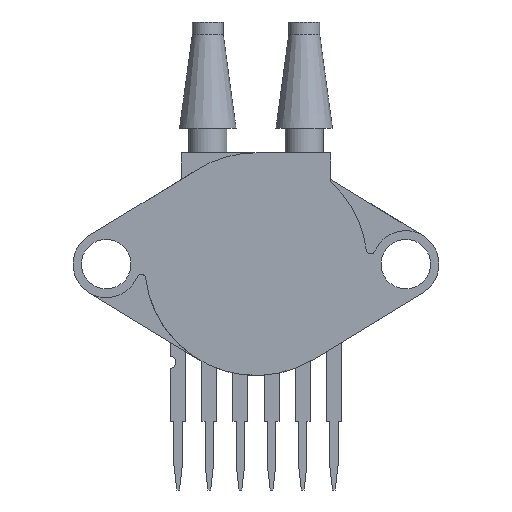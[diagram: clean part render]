
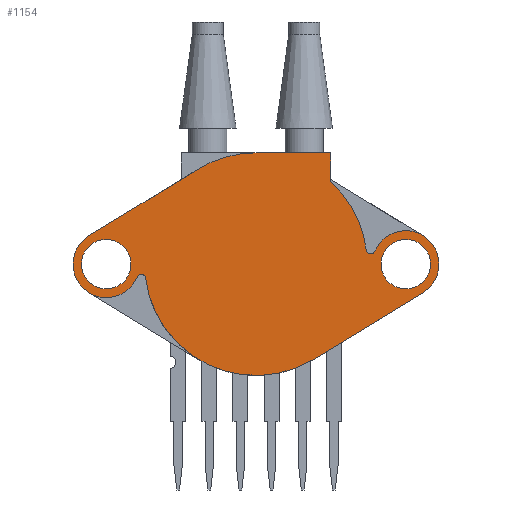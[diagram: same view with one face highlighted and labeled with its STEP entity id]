
A CAD part, left-side view. The second image highlights one B-rep face of the part: STEP entity #1154.
In plain terms, the highlighted planar face has unit normal (-1, 0, 0).
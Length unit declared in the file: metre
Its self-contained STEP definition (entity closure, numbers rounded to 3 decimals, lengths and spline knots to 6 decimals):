
#548 = EDGE_CURVE( '', #1553, #1554, #1555, .T. );
#598 = EDGE_CURVE( '', #1576, #1642, #1643, .T. );
#680 = EDGE_CURVE( '', #1784, #1785, #1786, .T. );
#688 = EDGE_CURVE( '', #1785, #1553, #1797, .T. );
#814 = EDGE_CURVE( '', #1995, #1995, #1996, .T. );
#854 = EDGE_CURVE( '', #1554, #2057, #2058, .T. );
#902 = EDGE_CURVE( '', #1821, #1576, #2126, .T. );
#922 = EDGE_CURVE( '', #1760, #2154, #2155, .T. );
#976 = EDGE_CURVE( '', #2228, #2228, #2229, .T. );
#1002 = EDGE_CURVE( '', #2154, #1784, #2261, .T. );
#1102 = EDGE_CURVE( '', #2135, #1927, #2397, .T. );
#1110 = EDGE_CURVE( '', #2343, #2057, #2405, .T. );
#1154 = ADVANCED_FACE( '', ( #2464, #2465, #2466 ), #2467, .F. );
#1156 = EDGE_CURVE( '', #1927, #1821, #2469, .T. );
#1172 = EDGE_CURVE( '', #1642, #1774, #2486, .T. );
#1284 = EDGE_CURVE( '', #1774, #1760, #2625, .T. );
#1354 = EDGE_CURVE( '', #2135, #2326, #2708, .T. );
#1402 = EDGE_CURVE( '', #2326, #2343, #2764, .T. );
#1553 = VERTEX_POINT( '', #2939 );
#1554 = VERTEX_POINT( '', #2940 );
#1555 = CIRCLE( '', #2941, 0.000371 );
#1576 = VERTEX_POINT( '', #2966 );
#1642 = VERTEX_POINT( '', #3053 );
#1643 = LINE( '', #3054, #3055 );
#1760 = VERTEX_POINT( '', #3215 );
#1774 = VERTEX_POINT( '', #3233 );
#1784 = VERTEX_POINT( '', #3247 );
#1785 = VERTEX_POINT( '', #3248 );
#1786 = LINE( '', #3249, #3250 );
#1797 = CIRCLE( '', #3266, 0.002735 );
#1821 = VERTEX_POINT( '', #3298 );
#1927 = VERTEX_POINT( '', #3440 );
#1995 = VERTEX_POINT( '', #3535 );
#1996 = CIRCLE( '', #3536, 0.00202 );
#2057 = VERTEX_POINT( '', #3621 );
#2058 = CIRCLE( '', #3622, 0.00908 );
#2126 = CIRCLE( '', #3718, 0.00908 );
#2135 = VERTEX_POINT( '', #3729 );
#2154 = VERTEX_POINT( '', #3758 );
#2155 = LINE( '', #3759, #3760 );
#2228 = VERTEX_POINT( '', #3868 );
#2229 = CIRCLE( '', #3869, 0.00202 );
#2261 = CIRCLE( '', #3923, 0.002708 );
#2326 = VERTEX_POINT( '', #4012 );
#2343 = VERTEX_POINT( '', #4034 );
#2397 = CIRCLE( '', #4111, 0.002735 );
#2405 = LINE( '', #4125, #4126 );
#2464 = FACE_OUTER_BOUND( '', #4206, .T. );
#2465 = FACE_BOUND( '', #4207, .T. );
#2466 = FACE_BOUND( '', #4208, .T. );
#2467 = PLANE( '', #4209 );
#2469 = CIRCLE( '', #4212, 0.000371 );
#2486 = LINE( '', #4240, #4241 );
#2625 = CIRCLE( '', #4457, 0.00908 );
#2708 = LINE( '', #4592, #4593 );
#2764 = CIRCLE( '', #4681, 0.002708 );
#2939 = CARTESIAN_POINT( '', ( -0.00516, 0.009692, 0.01193 ) );
#2940 = CARTESIAN_POINT( '', ( -0.00516, 0.009019, 0.01193 ) );
#2941 = AXIS2_PLACEMENT_3D( '', #4826, #4827, #4828 );
#2966 = CARTESIAN_POINT( '', ( -0.00516, -0.006085, 0.019719 ) );
#3053 = CARTESIAN_POINT( '', ( -0.00516, -0.006085, 0.022059 ) );
#3054 = CARTESIAN_POINT( '', ( -0.00516, -0.006085, 0.017672 ) );
#3055 = VECTOR( '', #4940, 1. );
#3215 = CARTESIAN_POINT( '', ( -0.00516, 0.004885, 0.020633 ) );
#3233 = CARTESIAN_POINT( '', ( -0.00516, 0., 0.022059 ) );
#3247 = CARTESIAN_POINT( '', ( -0.00516, 0.013629, 0.010669 ) );
#3248 = CARTESIAN_POINT( '', ( -0.00516, 0.013302, 0.010469 ) );
#3249 = CARTESIAN_POINT( '', ( -0.00516, 0.004736, 0.005232 ) );
#3250 = VECTOR( '', #5094, 1. );
#3266 = AXIS2_PLACEMENT_3D( '', #5105, #5106, #5107 );
#3298 = CARTESIAN_POINT( '', ( -0.00516, -0.009019, 0.014029 ) );
#3440 = CARTESIAN_POINT( '', ( -0.00516, -0.009692, 0.014029 ) );
#3535 = CARTESIAN_POINT( '', ( -0.00516, -0.010197, 0.012979 ) );
#3536 = AXIS2_PLACEMENT_3D( '', #5356, #5357, #5358 );
#3621 = CARTESIAN_POINT( '', ( -0.00516, -0.004736, 0.005232 ) );
#3622 = AXIS2_PLACEMENT_3D( '', #5456, #5457, #5458 );
#3718 = AXIS2_PLACEMENT_3D( '', #5553, #5554, #5555 );
#3729 = CARTESIAN_POINT( '', ( -0.00516, -0.013302, 0.01549 ) );
#3758 = CARTESIAN_POINT( '', ( -0.00516, 0.013629, 0.01529 ) );
#3759 = CARTESIAN_POINT( '', ( -0.00516, 0.013629, 0.01529 ) );
#3760 = VECTOR( '', #5589, 1. );
#3868 = CARTESIAN_POINT( '', ( -0.00516, 0.010197, 0.012979 ) );
#3869 = AXIS2_PLACEMENT_3D( '', #5689, #5690, #5691 );
#3923 = AXIS2_PLACEMENT_3D( '', #5713, #5714, #5715 );
#4012 = CARTESIAN_POINT( '', ( -0.00516, -0.013629, 0.01529 ) );
#4034 = CARTESIAN_POINT( '', ( -0.00516, -0.013629, 0.010669 ) );
#4111 = AXIS2_PLACEMENT_3D( '', #5926, #5927, #5928 );
#4125 = CARTESIAN_POINT( '', ( -0.00516, -0.004736, 0.005232 ) );
#4126 = VECTOR( '', #5934, 1. );
#4206 = EDGE_LOOP( '', ( #6036, #6037, #6038, #6039, #6040, #6041, #6042, #6043, #6044, #6045, #6046, #6047, #6048, #6049, #6050 ) );
#4207 = EDGE_LOOP( '', ( #6051 ) );
#4208 = EDGE_LOOP( '', ( #6052 ) );
#4209 = AXIS2_PLACEMENT_3D( '', #6053, #6054, #6055 );
#4212 = AXIS2_PLACEMENT_3D( '', #6056, #6057, #6058 );
#4240 = CARTESIAN_POINT( '', ( -0.00516, -0.006085, 0.022059 ) );
#4241 = VECTOR( '', #6077, 1. );
#4457 = AXIS2_PLACEMENT_3D( '', #6241, #6242, #6243 );
#4592 = CARTESIAN_POINT( '', ( -0.00516, -0.013629, 0.01529 ) );
#4593 = VECTOR( '', #6327, 1. );
#4681 = AXIS2_PLACEMENT_3D( '', #6405, #6406, #6407 );
#4826 = CARTESIAN_POINT( '', ( -0.00516, 0.009356, 0.011773 ) );
#4827 = DIRECTION( '', ( 1., 0., 0. ) );
#4828 = DIRECTION( '', ( 0., -0.907, 0.422 ) );
#4940 = DIRECTION( '', ( 0., 0., 1. ) );
#5094 = DIRECTION( '', ( 0., -0.853, -0.522 ) );
#5105 = CARTESIAN_POINT( '', ( -0.00516, 0.012217, 0.012979 ) );
#5106 = DIRECTION( '', ( -1., 0., 0. ) );
#5107 = DIRECTION( '', ( 0., 1., 0. ) );
#5356 = CARTESIAN_POINT( '', ( -0.00516, -0.012217, 0.012979 ) );
#5357 = DIRECTION( '', ( -1., 0., 0. ) );
#5358 = DIRECTION( '', ( 0., 1., 0. ) );
#5456 = CARTESIAN_POINT( '', ( -0.00516, 0., 0.012979 ) );
#5457 = DIRECTION( '', ( -1., 0., 0. ) );
#5458 = DIRECTION( '', ( 0., -0.993, 0.116 ) );
#5553 = CARTESIAN_POINT( '', ( -0.00516, 0., 0.012979 ) );
#5554 = DIRECTION( '', ( -1., 0., 0. ) );
#5555 = DIRECTION( '', ( 0., 1., 0. ) );
#5589 = DIRECTION( '', ( 0., 0.853, -0.521 ) );
#5689 = CARTESIAN_POINT( '', ( -0.00516, 0.012217, 0.012979 ) );
#5690 = DIRECTION( '', ( 1., 0., 0. ) );
#5691 = DIRECTION( '', ( 0., -1., 0. ) );
#5713 = CARTESIAN_POINT( '', ( -0.00516, 0.012217, 0.012979 ) );
#5714 = DIRECTION( '', ( -1., 0., 0. ) );
#5715 = DIRECTION( '', ( 0., 1., 0. ) );
#5926 = CARTESIAN_POINT( '', ( -0.00516, -0.012217, 0.012979 ) );
#5927 = DIRECTION( '', ( -1., 0., 0. ) );
#5928 = DIRECTION( '', ( 0., -1., 0. ) );
#5934 = DIRECTION( '', ( 0., 0.853, -0.522 ) );
#6036 = ORIENTED_EDGE( '', *, *, #1284, .T. );
#6037 = ORIENTED_EDGE( '', *, *, #922, .T. );
#6038 = ORIENTED_EDGE( '', *, *, #1002, .T. );
#6039 = ORIENTED_EDGE( '', *, *, #680, .T. );
#6040 = ORIENTED_EDGE( '', *, *, #688, .T. );
#6041 = ORIENTED_EDGE( '', *, *, #548, .T. );
#6042 = ORIENTED_EDGE( '', *, *, #854, .T. );
#6043 = ORIENTED_EDGE( '', *, *, #1110, .F. );
#6044 = ORIENTED_EDGE( '', *, *, #1402, .F. );
#6045 = ORIENTED_EDGE( '', *, *, #1354, .F. );
#6046 = ORIENTED_EDGE( '', *, *, #1102, .T. );
#6047 = ORIENTED_EDGE( '', *, *, #1156, .T. );
#6048 = ORIENTED_EDGE( '', *, *, #902, .T. );
#6049 = ORIENTED_EDGE( '', *, *, #598, .T. );
#6050 = ORIENTED_EDGE( '', *, *, #1172, .T. );
#6051 = ORIENTED_EDGE( '', *, *, #814, .F. );
#6052 = ORIENTED_EDGE( '', *, *, #976, .T. );
#6053 = CARTESIAN_POINT( '', ( -0.00516, 0.003116, 0.012985 ) );
#6054 = DIRECTION( '', ( 1., 0., 0. ) );
#6055 = DIRECTION( '', ( 0., 1., 0. ) );
#6056 = CARTESIAN_POINT( '', ( -0.00516, -0.009356, 0.014185 ) );
#6057 = DIRECTION( '', ( 1., 0., 0. ) );
#6058 = DIRECTION( '', ( 0., 0.907, -0.422 ) );
#6077 = DIRECTION( '', ( 0., 1., 0. ) );
#6241 = CARTESIAN_POINT( '', ( -0.00516, 0., 0.012979 ) );
#6242 = DIRECTION( '', ( -1., 0., 0. ) );
#6243 = DIRECTION( '', ( 0., 1., 0. ) );
#6327 = DIRECTION( '', ( 0., -0.853, -0.521 ) );
#6405 = CARTESIAN_POINT( '', ( -0.00516, -0.012217, 0.012979 ) );
#6406 = DIRECTION( '', ( 1., 0., 0. ) );
#6407 = DIRECTION( '', ( 0., -1., 0. ) );
